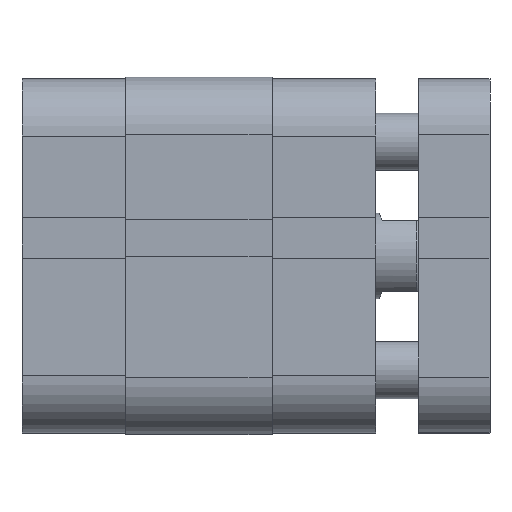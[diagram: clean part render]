
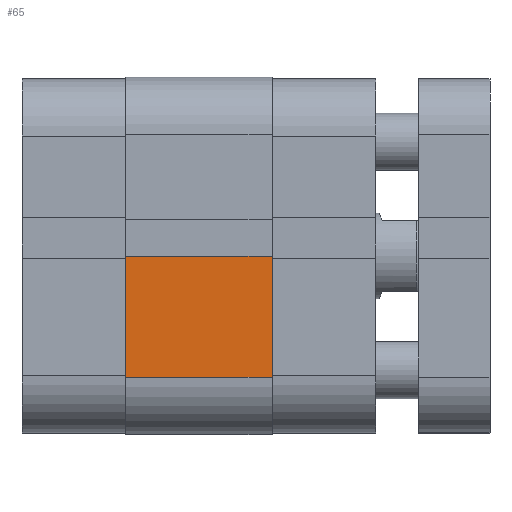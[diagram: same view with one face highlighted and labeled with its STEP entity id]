
A CAD part, top view. The second image highlights one B-rep face of the part: STEP entity #65.
In plain terms, the highlighted face is planar.
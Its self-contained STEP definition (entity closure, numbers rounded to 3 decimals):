
#65 = ADVANCED_FACE ( 'NONE', ( #6640 ), #4530, .F. ) ;
#299 = LINE ( 'NONE', #7149, #309 ) ;
#309 = VECTOR ( 'NONE', #7074, 1000. ) ;
#391 = LINE ( 'NONE', #7236, #392 ) ;
#392 = VECTOR ( 'NONE', #7235, 1000. ) ;
#559 = LINE ( 'NONE', #1380, #565 ) ;
#565 = VECTOR ( 'NONE', #1394, 1000. ) ;
#651 = LINE ( 'NONE', #1516, #652 ) ;
#652 = VECTOR ( 'NONE', #1517, 1000. ) ;
#1380 = CARTESIAN_POINT ( 'NONE',  ( 17., -25., 20.5 ) ) ;
#1394 = DIRECTION ( 'NONE',  ( 0., 0., -1. ) ) ;
#1516 = CARTESIAN_POINT ( 'NONE',  ( 0., -25., 0. ) ) ;
#1517 = DIRECTION ( 'NONE',  ( 1., 0., 0. ) ) ;
#1583 = CARTESIAN_POINT ( 'NONE',  ( 0.1, -25., 20.5 ) ) ;
#1938 = CARTESIAN_POINT ( 'NONE',  ( 17., -25., 20.5 ) ) ;
#1939 = CARTESIAN_POINT ( 'NONE',  ( 0.1, -25., 0. ) ) ;
#1940 = CARTESIAN_POINT ( 'NONE',  ( 17., -25., 0. ) ) ;
#2916 = AXIS2_PLACEMENT_3D ( 'NONE', #4457, #4704, #4703 ) ;
#3058 = EDGE_LOOP ( 'NONE', ( #5447, #5448, #5449, #5450 ) ) ;
#3548 = EDGE_CURVE ( 'NONE', #3861, #4499, #299, .T. ) ;
#3607 = EDGE_CURVE ( 'NONE', #3861, #4500, #391, .T. ) ;
#3718 = EDGE_CURVE ( 'NONE', #4499, #4501, #559, .T. ) ;
#3777 = EDGE_CURVE ( 'NONE', #4500, #4501, #651, .T. ) ;
#3861 = VERTEX_POINT ( 'NONE', #1583 ) ;
#4457 = CARTESIAN_POINT ( 'NONE',  ( 0., -25., 20.5 ) ) ;
#4499 = VERTEX_POINT ( 'NONE', #1938 ) ;
#4500 = VERTEX_POINT ( 'NONE', #1939 ) ;
#4501 = VERTEX_POINT ( 'NONE', #1940 ) ;
#4530 = PLANE ( 'NONE',  #2916 ) ;
#4703 = DIRECTION ( 'NONE',  ( -1., 0., 0. ) ) ;
#4704 = DIRECTION ( 'NONE',  ( 0., 1., 0. ) ) ;
#5447 = ORIENTED_EDGE ( 'NONE', *, *, #3777, .T. ) ;
#5448 = ORIENTED_EDGE ( 'NONE', *, *, #3718, .F. ) ;
#5449 = ORIENTED_EDGE ( 'NONE', *, *, #3548, .F. ) ;
#5450 = ORIENTED_EDGE ( 'NONE', *, *, #3607, .T. ) ;
#6640 = FACE_OUTER_BOUND ( 'NONE', #3058, .T. ) ;
#7074 = DIRECTION ( 'NONE',  ( 1., 0., 0. ) ) ;
#7149 = CARTESIAN_POINT ( 'NONE',  ( 0., -25., 20.5 ) ) ;
#7235 = DIRECTION ( 'NONE',  ( 0., 0., -1. ) ) ;
#7236 = CARTESIAN_POINT ( 'NONE',  ( 0.1, -25., 20.5 ) ) ;
